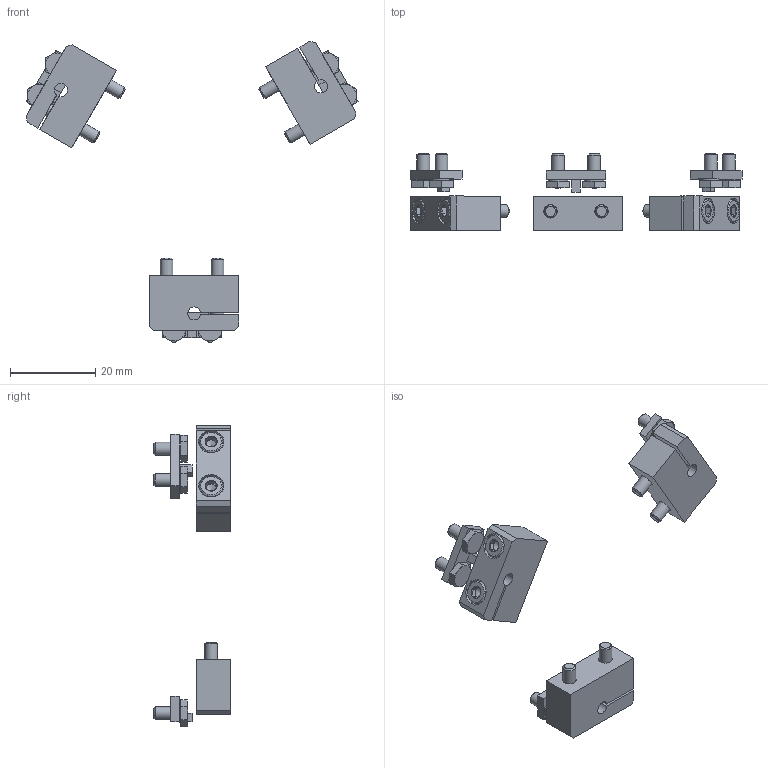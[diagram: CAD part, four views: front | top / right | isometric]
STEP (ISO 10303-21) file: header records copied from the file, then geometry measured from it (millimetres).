
FILE_DESCRIPTION(/* description */ ('STEP AP214'),/* implementation_level */ '2;1');
FILE_NAME(/* name */ '1435236_DASI-B13-35-S3',/* time_stamp */ '2024-08-14T17:22:30+02:00',/* author */ ('License CC BY-ND 4.0'),/* organization */ ('CADENAS'),/* preprocessor_version */ 'ST-DEVELOPER v19.3',/* originating_system */ 'PARTsolutions',/* authorisation */ ' ');
FILE_SCHEMA (('AUTOMOTIVE_DESIGN {1 0 10303 214 3 1 1}'));
Length unit declared in the file: millimetre
Products named in the file (5): 1435236 DASI-B13-35-S3; 1447125 HGDD-35-A; DIN-912 - M3x14(F); 1430925 GP803; Hexagon bolt DIN 933 - M3x6
Assembly tree (18 placements, depth 2):
  1435236 DASI-B13-35-S3
    1447125 HGDD-35-A  x3
    DIN-912 - M3x14(F)  x6
    1430925 GP803  x3
    Hexagon bolt DIN 933 - M3x6  x6
Bounding box: 78.04 x 18 x 70.85 mm (x, y, z)
Volume: 7119.2 mm3; surface area: 7656.2 mm2
Topology: 18 solids, 18 shells, 399 faces, 846 edges, 504 vertices
Faces by surface type: plane 231, cone 108, cylinder 54, torus 6
Full cylindrical faces by diameter (mm): 3 x12, 3.2 x9, 4.57 x6, 5.5 x6, 6 x6
Entity records: 2488 total; most frequent: CARTESIAN_POINT 446, DIRECTION 411, ORIENTED_EDGE 338, EDGE_CURVE 169, AXIS2_PLACEMENT_3D 156, FACE_BOUND 116, EDGE_LOOP 115, VERTEX_POINT 113
